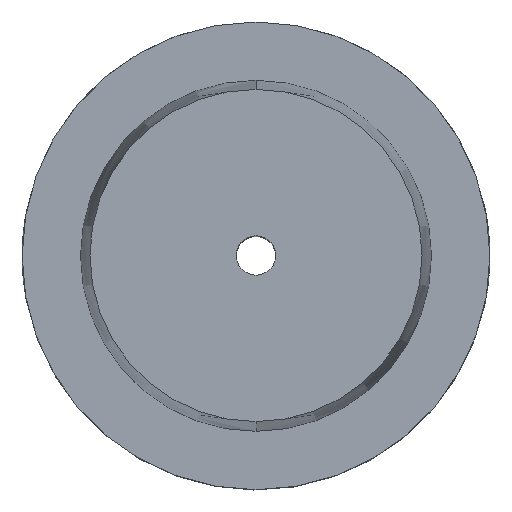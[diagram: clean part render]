
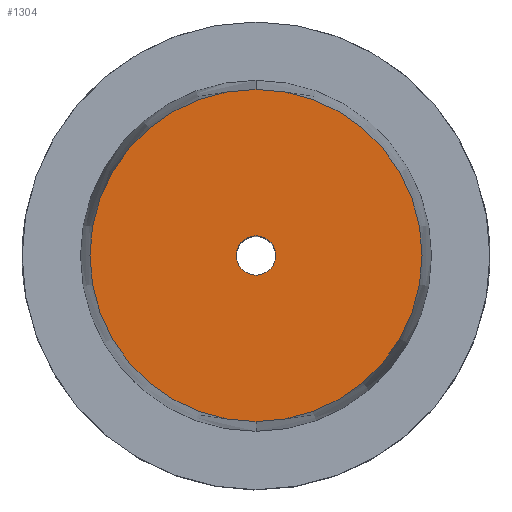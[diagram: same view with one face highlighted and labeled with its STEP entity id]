
A CAD part, top view. The second image highlights one B-rep face of the part: STEP entity #1304.
In plain terms, the highlighted planar face has unit normal (0, 0, 1).
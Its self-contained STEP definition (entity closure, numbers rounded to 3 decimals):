
#125=CARTESIAN_POINT('',(0.,0.,50.));
#126=DIRECTION('',(0.,0.,1.));
#127=DIRECTION('',(0.,1.,0.));
#128=AXIS2_PLACEMENT_3D('',#125,#126,#127);
#133=CARTESIAN_POINT('',(0.,0.,50.));
#134=DIRECTION('',(0.,0.,-1.));
#135=DIRECTION('',(0.,1.,0.));
#136=AXIS2_PLACEMENT_3D('',#133,#134,#135);
#141=CARTESIAN_POINT('',(0.,0.,50.));
#142=DIRECTION('',(0.,0.,-1.));
#143=DIRECTION('',(0.,1.,0.));
#144=AXIS2_PLACEMENT_3D('',#141,#142,#143);
#149=CARTESIAN_POINT('',(0.,0.,50.));
#150=DIRECTION('',(0.,0.,-1.));
#151=DIRECTION('',(0.,-1.,0.));
#152=AXIS2_PLACEMENT_3D('',#149,#150,#151);
#1070=CARTESIAN_POINT('',(0.,4.2,50.));
#1071=CARTESIAN_POINT('',(0.,-4.2,50.));
#1072=VERTEX_POINT('',#1070);
#1073=VERTEX_POINT('',#1071);
#1112=CARTESIAN_POINT('',(0.,35.501,50.));
#1113=VERTEX_POINT('',#1112);
#1114=CARTESIAN_POINT('',(0.,-35.501,50.));
#1115=VERTEX_POINT('',#1114);
#1289=CARTESIAN_POINT('',(0.,0.,50.));
#1290=DIRECTION('',(0.,0.,-1.));
#1291=DIRECTION('',(0.,-1.,0.));
#1292=AXIS2_PLACEMENT_3D('',#1289,#1290,#1291);
#1293=PLANE('',#1292);
#1295=ORIENTED_EDGE('',*,*,#1294,.F.);
#1297=ORIENTED_EDGE('',*,*,#1296,.T.);
#1298=EDGE_LOOP('',(#1295,#1297));
#1299=FACE_OUTER_BOUND('',#1298,.F.);
#1300=ORIENTED_EDGE('',*,*,#1269,.F.);
#1301=ORIENTED_EDGE('',*,*,#1283,.F.);
#1302=EDGE_LOOP('',(#1300,#1301));
#1303=FACE_BOUND('',#1302,.F.);
#129=CIRCLE('',#128,35.501);
#137=CIRCLE('',#136,35.501);
#145=CIRCLE('',#144,4.2);
#153=CIRCLE('',#152,4.2);
#1269=EDGE_CURVE('',#1072,#1073,#145,.T.);
#1283=EDGE_CURVE('',#1073,#1072,#153,.T.);
#1294=EDGE_CURVE('',#1113,#1115,#129,.T.);
#1296=EDGE_CURVE('',#1113,#1115,#137,.T.);
#1304=ADVANCED_FACE('',(#1299,#1303),#1293,.F.);
